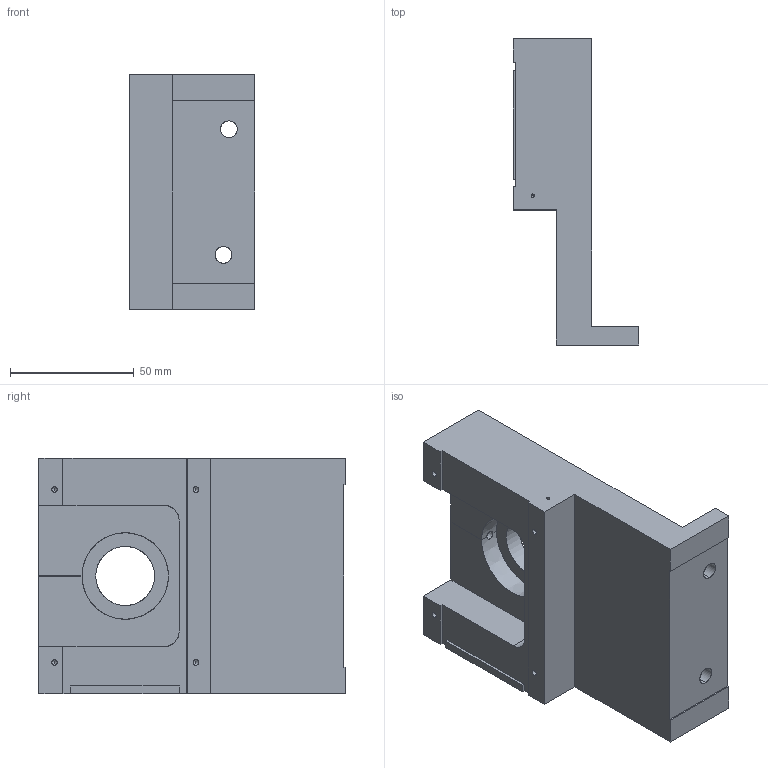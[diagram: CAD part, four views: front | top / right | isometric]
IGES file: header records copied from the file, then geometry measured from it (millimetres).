
Start section: SolidWorks IGES file using analytic representation for surfaces
Global section: file name: D1200198-v1_aLIGO_AOS_Wedged Prism Holder.IGS; native system: SolidWorks 2012; preprocessor: SolidWorks 2012; author: tnguyen; date: 120717.061919; units: inch
Bounding box: 50.8 x 123.83 x 95.25 mm (x, y, z)
Surface area: 42584.2 mm2 (no closed solid volume)
Topology: 0 solids, 0 shells, 69 faces, 1168 edges, 1160 vertices
Faces by surface type: revolution 39, bspline 30
